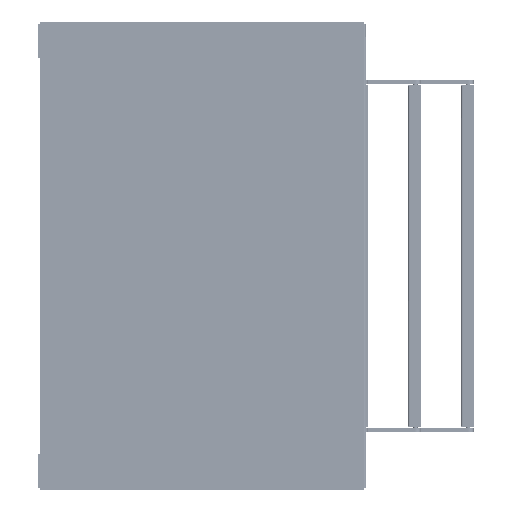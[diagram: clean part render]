
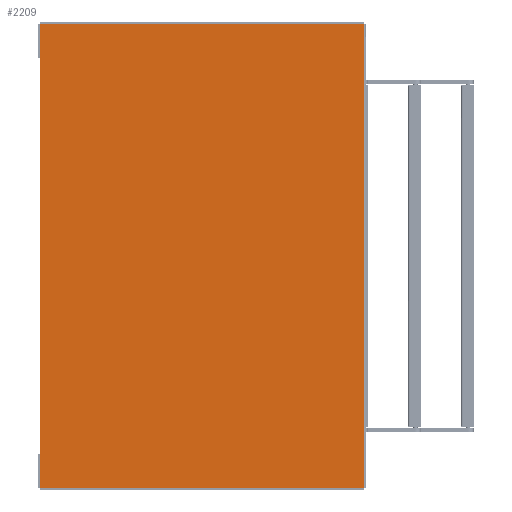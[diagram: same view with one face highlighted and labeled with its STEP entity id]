
A CAD part, left-side view. The second image highlights one B-rep face of the part: STEP entity #2209.
In plain terms, the highlighted free-form (B-spline) face has degree [1, 1] with [2, 2] control points.
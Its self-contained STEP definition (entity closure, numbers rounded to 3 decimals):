
#2064 = VERTEX_POINT('',#2065);
#2065 = CARTESIAN_POINT('',(-282.975,-514.443,
    -1343.637));
#2100 = VERTEX_POINT('',#2101);
#2101 = CARTESIAN_POINT('',(-282.975,-514.443,
    183.689));
#2123 = EDGE_CURVE('',#2100,#2064,#2124,.T.);
#2124 = B_SPLINE_CURVE_WITH_KNOTS('',1,(#2125,#2126),.UNSPECIFIED.,.F.,
  .F.,(2,2),(-615.303,615.303),.PIECEWISE_BEZIER_KNOTS.);
#2125 = CARTESIAN_POINT('',(-282.975,-514.443,
    183.689));
#2126 = CARTESIAN_POINT('',(-282.975,-514.443,
    -1343.637));
#2158 = EDGE_CURVE('',#2159,#2064,#2161,.T.);
#2159 = VERTEX_POINT('',#2160);
#2160 = CARTESIAN_POINT('',(-282.975,551.056,
    -1343.637));
#2161 = B_SPLINE_CURVE_WITH_KNOTS('',1,(#2162,#2163),.UNSPECIFIED.,.F.,
  .F.,(2,2),(-859.,-0.5),.PIECEWISE_BEZIER_KNOTS.);
#2162 = CARTESIAN_POINT('',(-282.975,551.056,
    -1343.637));
#2163 = CARTESIAN_POINT('',(-282.975,-514.443,
    -1343.637));
#2194 = VERTEX_POINT('',#2195);
#2195 = CARTESIAN_POINT('',(-282.975,551.056,
    183.689));
#2200 = EDGE_CURVE('',#2100,#2194,#2201,.T.);
#2201 = B_SPLINE_CURVE_WITH_KNOTS('',1,(#2202,#2203),.UNSPECIFIED.,.F.,
  .F.,(2,2),(-858.5,0.),.PIECEWISE_BEZIER_KNOTS.);
#2202 = CARTESIAN_POINT('',(-282.975,-514.443,
    183.689));
#2203 = CARTESIAN_POINT('',(-282.975,551.056,
    183.689));
#2209 = ADVANCED_FACE('',(#2210),#2220,.F.);
#2210 = FACE_BOUND('',#2211,.T.);
#2211 = EDGE_LOOP('',(#2212,#2213,#2214,#2219));
#2212 = ORIENTED_EDGE('',*,*,#2123,.F.);
#2213 = ORIENTED_EDGE('',*,*,#2200,.T.);
#2214 = ORIENTED_EDGE('',*,*,#2215,.T.);
#2215 = EDGE_CURVE('',#2194,#2159,#2216,.T.);
#2216 = B_SPLINE_CURVE_WITH_KNOTS('',1,(#2217,#2218),.UNSPECIFIED.,.F.,
  .F.,(2,2),(-1230.607,0.),.PIECEWISE_BEZIER_KNOTS.);
#2217 = CARTESIAN_POINT('',(-282.975,551.056,
    183.689));
#2218 = CARTESIAN_POINT('',(-282.975,551.056,
    -1343.637));
#2219 = ORIENTED_EDGE('',*,*,#2158,.T.);
#2220 = B_SPLINE_SURFACE_WITH_KNOTS('',1,1,(
    (#2221,#2222)
    ,(#2223,#2224
    )),.UNSPECIFIED.,.F.,.F.,.F.,(2,2),(2,2),(-839.,19.5),(
    -615.303,615.303),.PIECEWISE_BEZIER_KNOTS.);
#2221 = CARTESIAN_POINT('',(-282.975,551.056,
    183.689));
#2222 = CARTESIAN_POINT('',(-282.975,551.056,
    -1343.637));
#2223 = CARTESIAN_POINT('',(-282.975,-514.443,
    183.689));
#2224 = CARTESIAN_POINT('',(-282.975,-514.443,
    -1343.637));
